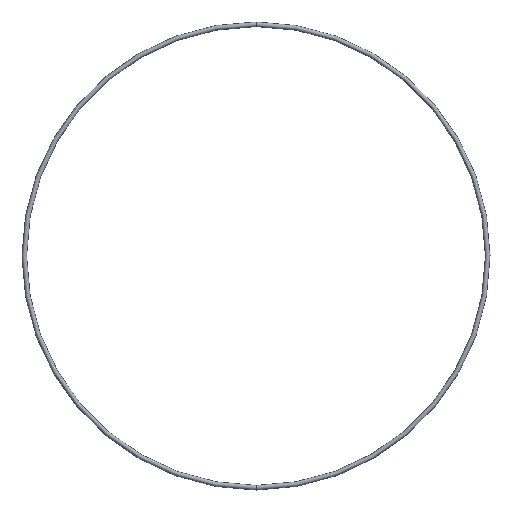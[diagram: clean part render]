
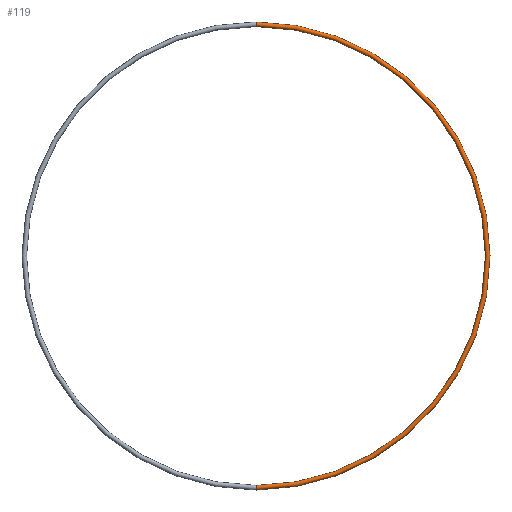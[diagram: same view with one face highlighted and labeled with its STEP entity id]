
A CAD part, front view. The second image highlights one B-rep face of the part: STEP entity #119.
In plain terms, the highlighted toroidal (fillet/blend) face has major radius 127 mm and minor radius 1.27 mm.
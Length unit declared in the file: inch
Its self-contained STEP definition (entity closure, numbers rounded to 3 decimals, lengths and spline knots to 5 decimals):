
#5 = CIRCLE ( 'NONE', #58, 0.05 ) ;
#12 = VERTEX_POINT ( 'NONE', #143 ) ;
#13 = DIRECTION ( 'NONE',  ( 0., 0., 1. ) ) ;
#14 = DIRECTION ( 'NONE',  ( -1., 0., 0. ) ) ;
#15 = CARTESIAN_POINT ( 'NONE',  ( 0., 0., 0. ) ) ;
#28 = DIRECTION ( 'NONE',  ( 0., 1., 0. ) ) ;
#31 = ORIENTED_EDGE ( 'NONE', *, *, #79, .F. ) ;
#42 = EDGE_CURVE ( 'NONE', #194, #12, #5, .T. ) ;
#49 = CARTESIAN_POINT ( 'NONE',  ( 0., 0., 4.95 ) ) ;
#58 = AXIS2_PLACEMENT_3D ( 'NONE', #153, #14, #13 ) ;
#59 = VERTEX_POINT ( 'NONE', #102 ) ;
#60 = AXIS2_PLACEMENT_3D ( 'NONE', #107, #169, #196 ) ;
#62 = DIRECTION ( 'NONE',  ( 1., 0., 0. ) ) ;
#63 = VERTEX_POINT ( 'NONE', #179 ) ;
#70 = CARTESIAN_POINT ( 'NONE',  ( 0., 0., 0. ) ) ;
#71 = DIRECTION ( 'NONE',  ( 0., 1., 0. ) ) ;
#79 = EDGE_CURVE ( 'NONE', #12, #59, #80, .T. ) ;
#80 = CIRCLE ( 'NONE', #116, 5.05 ) ;
#82 = EDGE_CURVE ( 'NONE', #63, #59, #165, .T. ) ;
#91 = TOROIDAL_SURFACE ( 'NONE', #125, 5., 0.05 ) ;
#100 = ORIENTED_EDGE ( 'NONE', *, *, #189, .T. ) ;
#102 = CARTESIAN_POINT ( 'NONE',  ( 0., 0., -5.05 ) ) ;
#107 = CARTESIAN_POINT ( 'NONE',  ( 0., 0., 0. ) ) ;
#116 = AXIS2_PLACEMENT_3D ( 'NONE', #70, #28, #166 ) ;
#117 = EDGE_LOOP ( 'NONE', ( #31, #137, #100, #151 ) ) ;
#119 = ADVANCED_FACE ( 'NONE', ( #168 ), #91, .T. ) ;
#123 = DIRECTION ( 'NONE',  ( 0., 0., -1. ) ) ;
#124 = CARTESIAN_POINT ( 'NONE',  ( 0., 0., -5. ) ) ;
#125 = AXIS2_PLACEMENT_3D ( 'NONE', #15, #71, #142 ) ;
#136 = CIRCLE ( 'NONE', #60, 4.95 ) ;
#137 = ORIENTED_EDGE ( 'NONE', *, *, #42, .F. ) ;
#142 = DIRECTION ( 'NONE',  ( 0., 0., 1. ) ) ;
#143 = CARTESIAN_POINT ( 'NONE',  ( 0., 0., 5.05 ) ) ;
#151 = ORIENTED_EDGE ( 'NONE', *, *, #82, .T. ) ;
#153 = CARTESIAN_POINT ( 'NONE',  ( 0., 0., 5. ) ) ;
#165 = CIRCLE ( 'NONE', #175, 0.05 ) ;
#166 = DIRECTION ( 'NONE',  ( 0., 0., 1. ) ) ;
#168 = FACE_OUTER_BOUND ( 'NONE', #117, .T. ) ;
#169 = DIRECTION ( 'NONE',  ( 0., 1., 0. ) ) ;
#175 = AXIS2_PLACEMENT_3D ( 'NONE', #124, #62, #123 ) ;
#179 = CARTESIAN_POINT ( 'NONE',  ( 0., 0., -4.95 ) ) ;
#189 = EDGE_CURVE ( 'NONE', #194, #63, #136, .T. ) ;
#194 = VERTEX_POINT ( 'NONE', #49 ) ;
#196 = DIRECTION ( 'NONE',  ( 0., 0., 1. ) ) ;
